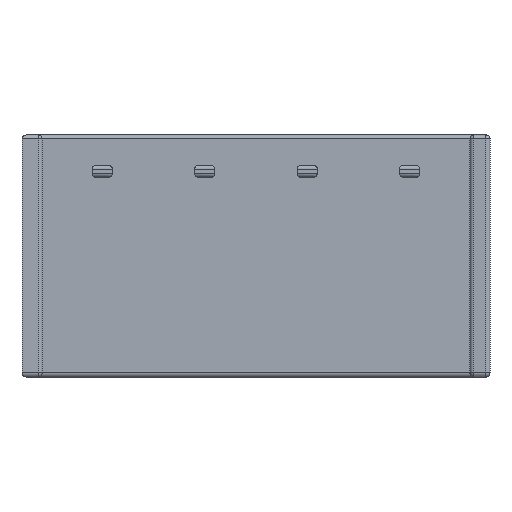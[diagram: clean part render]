
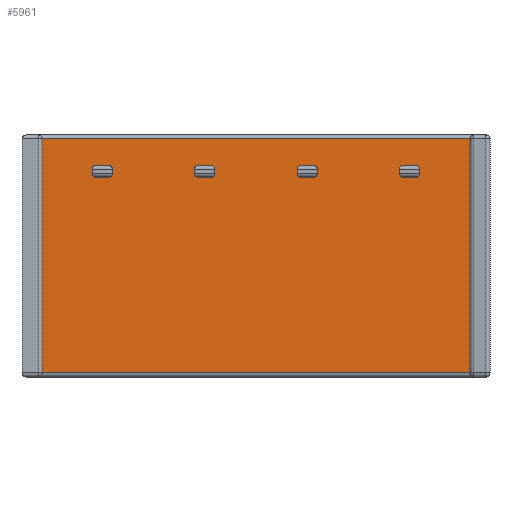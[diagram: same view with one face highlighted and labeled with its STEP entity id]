
A CAD part, front view. The second image highlights one B-rep face of the part: STEP entity #5961.
In plain terms, the highlighted planar face has unit normal (0, -1, 0).
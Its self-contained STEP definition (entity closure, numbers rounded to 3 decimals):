
#759=FACE_OUTER_BOUND($,#1111,.T.);
#1111=EDGE_LOOP($,(#5236,#5237,#5238,#5239));
#1685=LINE($,#10236,#2307);
#1712=LINE($,#10327,#2334);
#1716=LINE($,#10335,#2338);
#1717=LINE($,#10336,#2339);
#2307=VECTOR($,#7248,10.6);
#2334=VECTOR($,#7363,10.6);
#2338=VECTOR($,#7373,5.8);
#2339=VECTOR($,#7374,5.8);
#2869=VERTEX_POINT($,#10223);
#2873=VERTEX_POINT($,#10234);
#2891=VERTEX_POINT($,#10317);
#2893=VERTEX_POINT($,#10326);
#3643=EDGE_CURVE($,#2873,#2869,#1685,.T.);
#3691=EDGE_CURVE($,#2893,#2891,#1712,.T.);
#3696=EDGE_CURVE($,#2873,#2891,#1716,.T.);
#3697=EDGE_CURVE($,#2869,#2893,#1717,.T.);
#5236=ORIENTED_EDGE($,*,*,#3643,.F.);
#5237=ORIENTED_EDGE($,*,*,#3696,.T.);
#5238=ORIENTED_EDGE($,*,*,#3691,.F.);
#5239=ORIENTED_EDGE($,*,*,#3697,.F.);
#5655=PLANE($,#6264);
#5961=ADVANCED_FACE($,(#759),#5655,.T.);
#6264=AXIS2_PLACEMENT_3D($,#10334,#7371,#7372);
#7248=DIRECTION($,(1.,0.,0.));
#7363=DIRECTION($,(-1.,0.,0.));
#7371=DIRECTION('center_axis',(0.,-1.,0.));
#7372=DIRECTION('ref_axis',(1.,0.,0.));
#7373=DIRECTION($,(0.,0.,-1.));
#7374=DIRECTION($,(0.,0.,-1.));
#10223=CARTESIAN_POINT('',(5.3,0.5,2.9));
#10234=CARTESIAN_POINT('',(-5.3,0.5,2.9));
#10236=CARTESIAN_POINT($,(-2.65,0.5,2.9));
#10317=CARTESIAN_POINT('',(-5.3,0.5,-2.9));
#10326=CARTESIAN_POINT('',(5.3,0.5,-2.9));
#10327=CARTESIAN_POINT($,(-2.65,0.5,-2.9));
#10334=CARTESIAN_POINT('Origin',(-5.3,0.5,0.));
#10335=CARTESIAN_POINT($,(-5.3,0.5,0.));
#10336=CARTESIAN_POINT($,(5.3,0.5,0.));
